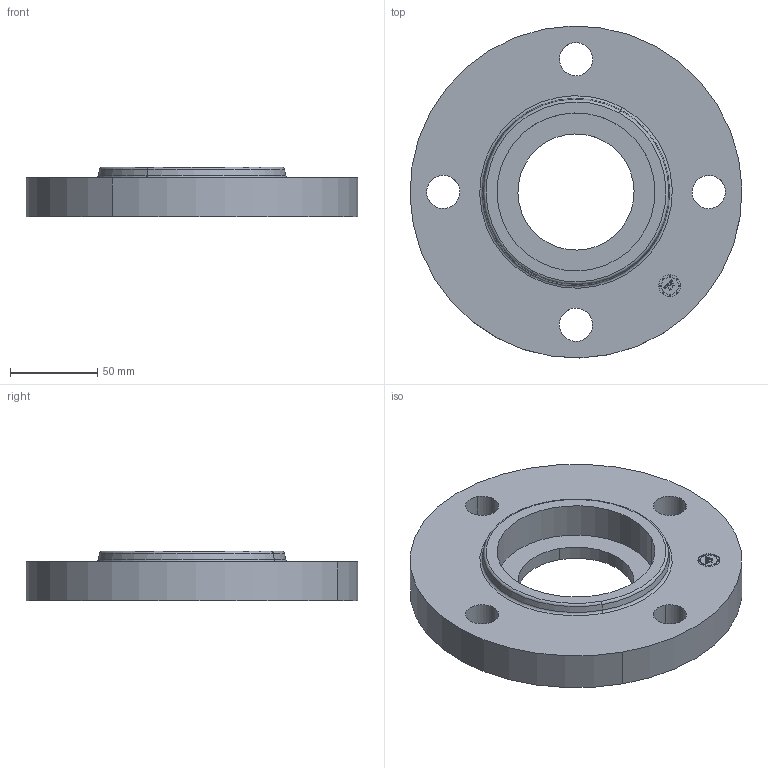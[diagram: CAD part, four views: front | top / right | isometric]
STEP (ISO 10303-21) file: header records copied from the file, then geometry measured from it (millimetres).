
FILE_DESCRIPTION(('3D STEP'),'2;1');
FILE_NAME('3-150-SOCKET-WELD-FF-160-FLANGE.stp','2013-01-24T06:02:59+00:00',('Texas Flange'),(''),'CATIA Version 5 Release 20 SP 6 (IN-10)','CATIA V5 STEP AP214','800-826-3801');
FILE_SCHEMA(('AUTOMOTIVE_DESIGN { 1 0 10303 214 1 1 1 1 }'));
Length unit declared in the file: inch
Products named in the file (1): 3-150-SOCKET-WELD-FF-160-FLANGE
Bounding box: 190.45 x 190.45 x 28.45 mm (x, y, z)
Volume: 505936.1 mm3; surface area: 75473.4 mm2
Topology: 1 solids, 1 shells, 410 faces, 1162 edges, 774 vertices
Faces by surface type: plane 370, cylinder 34, torus 4, cone 2
Entity records: 15462 total; most frequent: ORIENTED_EDGE 2324, CARTESIAN_POINT 2302, DIRECTION 1892, EDGE_CURVE 1162, VECTOR 1080, LINE 1080, VERTEX_POINT 774, AXIS2_PLACEMENT_3D 448
